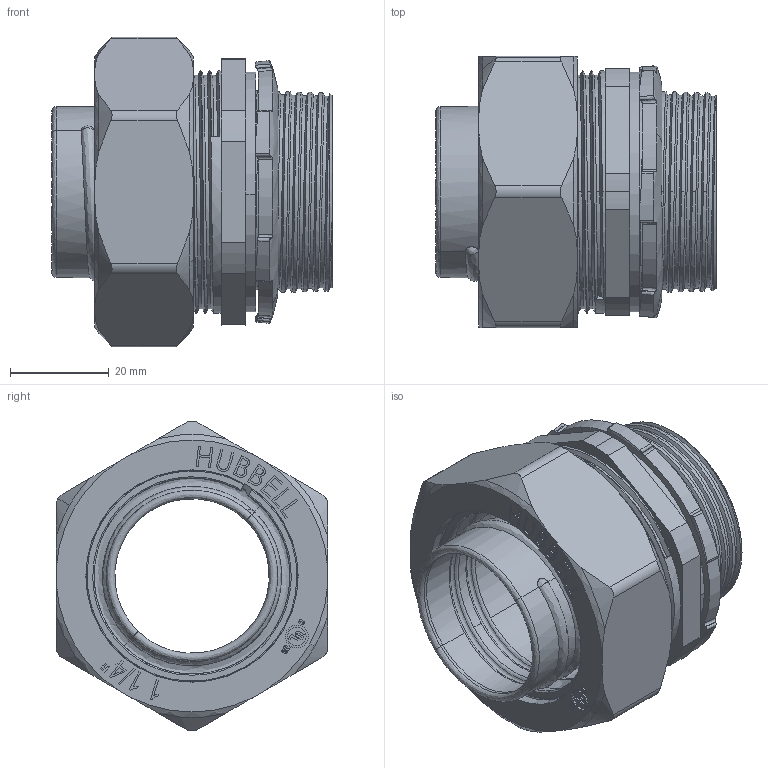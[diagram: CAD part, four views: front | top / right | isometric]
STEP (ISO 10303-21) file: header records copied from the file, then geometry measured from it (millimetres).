
FILE_DESCRIPTION (( 'STEP AP214' ), '1' );
FILE_NAME ('3405-8.STEP', '2019-07-31T19:29:39', ( '' ), ( '' ), 'SwSTEP 2.0', 'SolidWorks 2018', '' );
FILE_SCHEMA (( 'AUTOMOTIVE_DESIGN' ));
Length unit declared in the file: inch
Products named in the file (1): 3405-8
Bounding box: 56.72 x 54.99 x 62.76 mm (x, y, z)
Volume: 39178.9 mm3; surface area: 41318.2 mm2
Topology: 6 solids, 6 shells, 524 faces, 1418 edges, 933 vertices
Faces by surface type: plane 212, bspline 134, cylinder 122, cone 56
Entity records: 33238 total; most frequent: CARTESIAN_POINT 21273, ORIENTED_EDGE 2836, DIRECTION 1967, EDGE_CURVE 1418, VERTEX_POINT 933, LINE 697, VECTOR 697, AXIS2_PLACEMENT_3D 635
